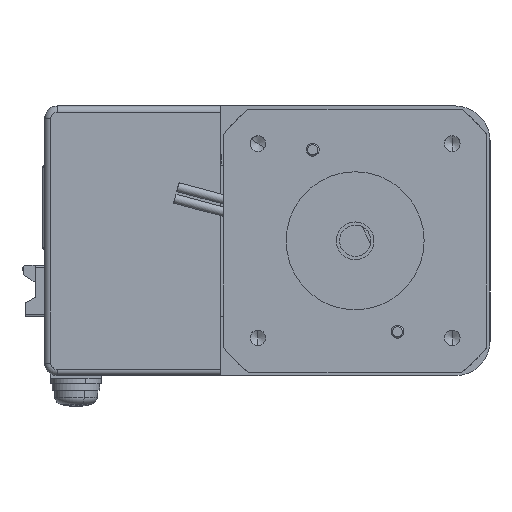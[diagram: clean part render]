
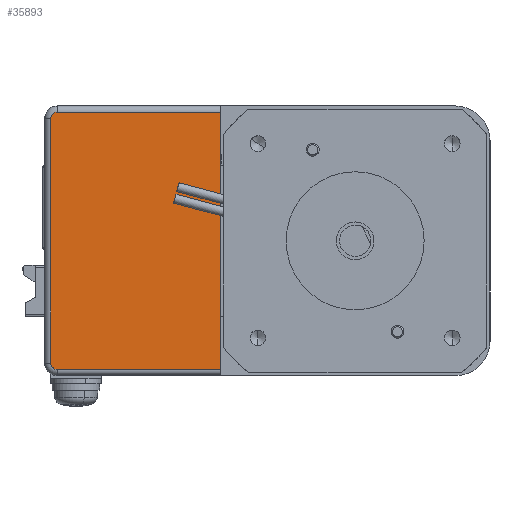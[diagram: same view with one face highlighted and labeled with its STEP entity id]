
A CAD part, left-side view. The second image highlights one B-rep face of the part: STEP entity #35893.
In plain terms, the highlighted planar face has unit normal (-1, 0, 0).
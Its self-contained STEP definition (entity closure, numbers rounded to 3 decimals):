
#1296 = ORIENTED_EDGE ( 'NONE', *, *, #92584, .T. ) ;
#1459 = LINE ( 'NONE', #30350, #122248 ) ;
#7501 = CIRCLE ( 'NONE', #113651, 1. ) ;
#12019 = DIRECTION ( 'NONE',  ( 0., 0., -1. ) ) ;
#16094 = EDGE_CURVE ( 'NONE', #90792, #32106, #89127, .T. ) ;
#19709 = CARTESIAN_POINT ( 'NONE',  ( -46., 70., -2. ) ) ;
#21984 = ORIENTED_EDGE ( 'NONE', *, *, #110810, .T. ) ;
#22704 = DIRECTION ( 'NONE',  ( 0., -1., 0. ) ) ;
#22882 = VECTOR ( 'NONE', #22704, 1000. ) ;
#24959 = CARTESIAN_POINT ( 'NONE',  ( -46., 69., -1. ) ) ;
#27461 = DIRECTION ( 'NONE',  ( -1., 0., 0. ) ) ;
#30350 = CARTESIAN_POINT ( 'NONE',  ( -46., 43., 0. ) ) ;
#31189 = ORIENTED_EDGE ( 'NONE', *, *, #16094, .T. ) ;
#32106 = VERTEX_POINT ( 'NONE', #24959 ) ;
#32545 = CARTESIAN_POINT ( 'NONE',  ( -46., 70., 0. ) ) ;
#35893 = ADVANCED_FACE ( 'NONE', ( #54833 ), #129569, .F. ) ;
#38416 = CARTESIAN_POINT ( 'NONE',  ( -46., 69., -2. ) ) ;
#46511 = DIRECTION ( 'NONE',  ( 0., 0., -1. ) ) ;
#51093 = ORIENTED_EDGE ( 'NONE', *, *, #102949, .F. ) ;
#54833 = FACE_OUTER_BOUND ( 'NONE', #55476, .T. ) ;
#55476 = EDGE_LOOP ( 'NONE', ( #1296, #109806, #51093, #31189, #21984, #117145 ) ) ;
#59796 = VERTEX_POINT ( 'NONE', #112596 ) ;
#63563 = DIRECTION ( 'NONE',  ( 0., 0., -1. ) ) ;
#69895 = DIRECTION ( 'NONE',  ( 0., 0., -1. ) ) ;
#71074 = VERTEX_POINT ( 'NONE', #134289 ) ;
#71567 = AXIS2_PLACEMENT_3D ( 'NONE', #100296, #131414, #46511 ) ;
#74090 = CARTESIAN_POINT ( 'NONE',  ( -46., 69., -41. ) ) ;
#75720 = VERTEX_POINT ( 'NONE', #19709 ) ;
#76069 = CARTESIAN_POINT ( 'NONE',  ( -46., 43., -42. ) ) ;
#80013 = CARTESIAN_POINT ( 'NONE',  ( -46., 0., -1. ) ) ;
#85505 = DIRECTION ( 'NONE',  ( 0., 0., -1. ) ) ;
#85726 = VERTEX_POINT ( 'NONE', #89223 ) ;
#87558 = VECTOR ( 'NONE', #90518, 1000. ) ;
#89127 = LINE ( 'NONE', #80013, #87558 ) ;
#89223 = CARTESIAN_POINT ( 'NONE',  ( -46., 70., -41. ) ) ;
#90518 = DIRECTION ( 'NONE',  ( 0., 1., 0. ) ) ;
#90792 = VERTEX_POINT ( 'NONE', #94253 ) ;
#91485 = LINE ( 'NONE', #76069, #22882 ) ;
#92584 = EDGE_CURVE ( 'NONE', #85726, #59796, #94839, .T. ) ;
#94253 = CARTESIAN_POINT ( 'NONE',  ( -46., 43., -1. ) ) ;
#94839 = CIRCLE ( 'NONE', #126443, 1. ) ;
#95924 = DIRECTION ( 'NONE',  ( -1., 0., 0. ) ) ;
#97672 = VECTOR ( 'NONE', #12019, 1000. ) ;
#100296 = CARTESIAN_POINT ( 'NONE',  ( -46., 0., 0. ) ) ;
#101539 = EDGE_CURVE ( 'NONE', #75720, #85726, #133768, .T. ) ;
#102949 = EDGE_CURVE ( 'NONE', #90792, #71074, #1459, .T. ) ;
#109806 = ORIENTED_EDGE ( 'NONE', *, *, #135020, .T. ) ;
#110810 = EDGE_CURVE ( 'NONE', #32106, #75720, #7501, .T. ) ;
#112596 = CARTESIAN_POINT ( 'NONE',  ( -46., 69., -42. ) ) ;
#113651 = AXIS2_PLACEMENT_3D ( 'NONE', #38416, #27461, #69895 ) ;
#117145 = ORIENTED_EDGE ( 'NONE', *, *, #101539, .T. ) ;
#122248 = VECTOR ( 'NONE', #63563, 1000. ) ;
#126443 = AXIS2_PLACEMENT_3D ( 'NONE', #74090, #95924, #85505 ) ;
#129569 = PLANE ( 'NONE',  #71567 ) ;
#131414 = DIRECTION ( 'NONE',  ( 1., 0., 0. ) ) ;
#133768 = LINE ( 'NONE', #32545, #97672 ) ;
#134289 = CARTESIAN_POINT ( 'NONE',  ( -46., 43., -42. ) ) ;
#135020 = EDGE_CURVE ( 'NONE', #59796, #71074, #91485, .T. ) ;
